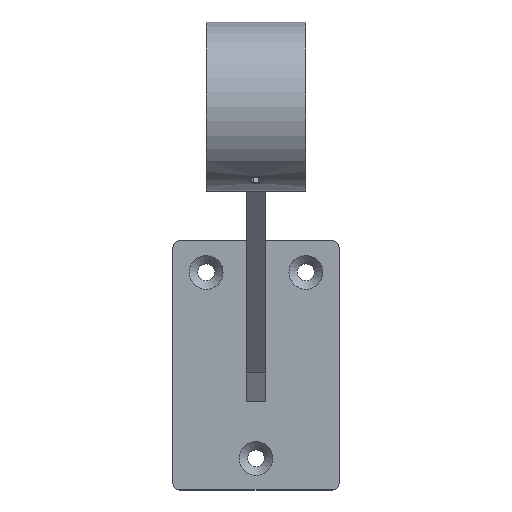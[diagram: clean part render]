
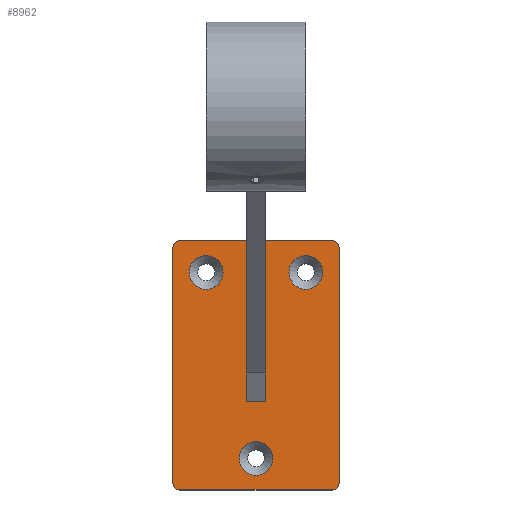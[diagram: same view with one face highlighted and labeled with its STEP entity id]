
A CAD part, top view. The second image highlights one B-rep face of the part: STEP entity #8962.
In plain terms, the highlighted planar face has unit normal (0, 0, 1).
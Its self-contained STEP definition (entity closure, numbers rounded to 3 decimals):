
#169 = VECTOR ( 'NONE', #6945, 1000. ) ;
#170 = VECTOR ( 'NONE', #673, 1000. ) ;
#673 = DIRECTION ( 'NONE',  ( 0., -1., 0. ) ) ;
#944 = VERTEX_POINT ( 'NONE', #5038 ) ;
#949 = AXIS2_PLACEMENT_3D ( 'NONE', #1888, #1795, #11028 ) ;
#1007 = CARTESIAN_POINT ( 'NONE',  ( 23., 35.5, 8. ) ) ;
#1115 = CARTESIAN_POINT ( 'NONE',  ( -23., -35.5, 8. ) ) ;
#1157 = DIRECTION ( 'NONE',  ( 0., 0., 1. ) ) ;
#1194 = EDGE_LOOP ( 'NONE', ( #5196 ) ) ;
#1216 = EDGE_LOOP ( 'NONE', ( #9152, #3372, #4034, #12821, #7150, #13023, #6757, #12934, #5566, #7648, #1704, #8627 ) ) ;
#1374 = EDGE_LOOP ( 'NONE', ( #6038 ) ) ;
#1525 = VERTEX_POINT ( 'NONE', #14377 ) ;
#1670 = CARTESIAN_POINT ( 'NONE',  ( 5.1, -28., 8. ) ) ;
#1704 = ORIENTED_EDGE ( 'NONE', *, *, #12294, .T. ) ;
#1795 = DIRECTION ( 'NONE',  ( 0., 0., 1. ) ) ;
#1858 = CARTESIAN_POINT ( 'NONE',  ( -25., -37.5, 8. ) ) ;
#1888 = CARTESIAN_POINT ( 'NONE',  ( 15., 28., 8. ) ) ;
#1964 = CIRCLE ( 'NONE', #9180, 2. ) ;
#2031 = CIRCLE ( 'NONE', #14310, 2. ) ;
#2061 = CIRCLE ( 'NONE', #5393, 2. ) ;
#2191 = CARTESIAN_POINT ( 'NONE',  ( 0., 0., 8. ) ) ;
#2218 = DIRECTION ( 'NONE',  ( 1., 0., 0. ) ) ;
#2224 = VECTOR ( 'NONE', #9117, 1000. ) ;
#2294 = VERTEX_POINT ( 'NONE', #13479 ) ;
#2427 = EDGE_CURVE ( 'NONE', #6153, #6153, #8975, .T. ) ;
#2480 = FACE_BOUND ( 'NONE', #11087, .T. ) ;
#2483 = EDGE_CURVE ( 'NONE', #14098, #1525, #9879, .T. ) ;
#2528 = CARTESIAN_POINT ( 'NONE',  ( 3., 0., 8. ) ) ;
#2546 = VERTEX_POINT ( 'NONE', #8990 ) ;
#3161 = CIRCLE ( 'NONE', #949, 5.1 ) ;
#3347 = DIRECTION ( 'NONE',  ( 0., 0., 1. ) ) ;
#3372 = ORIENTED_EDGE ( 'NONE', *, *, #13991, .T. ) ;
#3377 = CARTESIAN_POINT ( 'NONE',  ( 25., 37.5, 8. ) ) ;
#3718 = CARTESIAN_POINT ( 'NONE',  ( -25., 37.5, 8. ) ) ;
#3852 = VERTEX_POINT ( 'NONE', #12949 ) ;
#3857 = AXIS2_PLACEMENT_3D ( 'NONE', #5085, #10632, #11902 ) ;
#3903 = LINE ( 'NONE', #1858, #13766 ) ;
#4004 = DIRECTION ( 'NONE',  ( 1., 0., 0. ) ) ;
#4034 = ORIENTED_EDGE ( 'NONE', *, *, #11790, .T. ) ;
#4142 = AXIS2_PLACEMENT_3D ( 'NONE', #1007, #12529, #2218 ) ;
#4171 = CARTESIAN_POINT ( 'NONE',  ( -3., 37.5, 8. ) ) ;
#4859 = LINE ( 'NONE', #3718, #11120 ) ;
#4985 = FACE_BOUND ( 'NONE', #1194, .T. ) ;
#5001 = DIRECTION ( 'NONE',  ( 0., 0., 1. ) ) ;
#5038 = CARTESIAN_POINT ( 'NONE',  ( 20.1, 28., 8. ) ) ;
#5085 = CARTESIAN_POINT ( 'NONE',  ( 0., -28., 8. ) ) ;
#5196 = ORIENTED_EDGE ( 'NONE', *, *, #13659, .F. ) ;
#5229 = VERTEX_POINT ( 'NONE', #10388 ) ;
#5393 = AXIS2_PLACEMENT_3D ( 'NONE', #8119, #5839, #13965 ) ;
#5409 = VECTOR ( 'NONE', #11841, 1000. ) ;
#5566 = ORIENTED_EDGE ( 'NONE', *, *, #6973, .T. ) ;
#5819 = LINE ( 'NONE', #3377, #2224 ) ;
#5839 = DIRECTION ( 'NONE',  ( 0., 0., 1. ) ) ;
#6038 = ORIENTED_EDGE ( 'NONE', *, *, #10614, .F. ) ;
#6153 = VERTEX_POINT ( 'NONE', #9842 ) ;
#6264 = VERTEX_POINT ( 'NONE', #10945 ) ;
#6434 = AXIS2_PLACEMENT_3D ( 'NONE', #14255, #5001, #4004 ) ;
#6476 = EDGE_CURVE ( 'NONE', #13806, #2294, #1964, .T. ) ;
#6587 = DIRECTION ( 'NONE',  ( 1., 0., 0. ) ) ;
#6757 = ORIENTED_EDGE ( 'NONE', *, *, #14510, .T. ) ;
#6938 = VERTEX_POINT ( 'NONE', #14159 ) ;
#6945 = DIRECTION ( 'NONE',  ( 0., -1., 0. ) ) ;
#6973 = EDGE_CURVE ( 'NONE', #2546, #8464, #4859, .T. ) ;
#7073 = CIRCLE ( 'NONE', #4142, 2. ) ;
#7150 = ORIENTED_EDGE ( 'NONE', *, *, #9188, .T. ) ;
#7413 = VERTEX_POINT ( 'NONE', #1670 ) ;
#7605 = LINE ( 'NONE', #9552, #14565 ) ;
#7648 = ORIENTED_EDGE ( 'NONE', *, *, #11470, .T. ) ;
#8119 = CARTESIAN_POINT ( 'NONE',  ( -23., 35.5, 8. ) ) ;
#8459 = ORIENTED_EDGE ( 'NONE', *, *, #2427, .F. ) ;
#8464 = VERTEX_POINT ( 'NONE', #12672 ) ;
#8627 = ORIENTED_EDGE ( 'NONE', *, *, #2483, .F. ) ;
#8864 = CARTESIAN_POINT ( 'NONE',  ( -25., -35.5, 8. ) ) ;
#8959 = FACE_OUTER_BOUND ( 'NONE', #1216, .T. ) ;
#8962 = ADVANCED_FACE ( 'NONE', ( #2480, #9338, #4985, #8959 ), #13560, .T. ) ;
#8975 = CIRCLE ( 'NONE', #6434, 5.1 ) ;
#8990 = CARTESIAN_POINT ( 'NONE',  ( 23., 37.5, 8. ) ) ;
#9117 = DIRECTION ( 'NONE',  ( 0., 1., 0. ) ) ;
#9152 = ORIENTED_EDGE ( 'NONE', *, *, #14842, .T. ) ;
#9180 = AXIS2_PLACEMENT_3D ( 'NONE', #1115, #1157, #13847 ) ;
#9188 = EDGE_CURVE ( 'NONE', #2294, #6264, #3903, .T. ) ;
#9215 = CARTESIAN_POINT ( 'NONE',  ( 3., -11., 8. ) ) ;
#9338 = FACE_BOUND ( 'NONE', #1374, .T. ) ;
#9447 = CARTESIAN_POINT ( 'NONE',  ( -25., 35.5, 8. ) ) ;
#9552 = CARTESIAN_POINT ( 'NONE',  ( -25., 37.5, 8. ) ) ;
#9564 = AXIS2_PLACEMENT_3D ( 'NONE', #2191, #3347, #14748 ) ;
#9791 = CARTESIAN_POINT ( 'NONE',  ( 23., -35.5, 8. ) ) ;
#9839 = CARTESIAN_POINT ( 'NONE',  ( -3., 0., 8. ) ) ;
#9842 = CARTESIAN_POINT ( 'NONE',  ( -9.9, 28., 8. ) ) ;
#9879 = LINE ( 'NONE', #9839, #170 ) ;
#9906 = LINE ( 'NONE', #2528, #5409 ) ;
#10388 = CARTESIAN_POINT ( 'NONE',  ( 3., -11., 8. ) ) ;
#10614 = EDGE_CURVE ( 'NONE', #944, #944, #3161, .T. ) ;
#10632 = DIRECTION ( 'NONE',  ( 0., 0., 1. ) ) ;
#10945 = CARTESIAN_POINT ( 'NONE',  ( 23., -37.5, 8. ) ) ;
#11027 = CIRCLE ( 'NONE', #3857, 5.1 ) ;
#11028 = DIRECTION ( 'NONE',  ( 1., 0., 0. ) ) ;
#11087 = EDGE_LOOP ( 'NONE', ( #8459 ) ) ;
#11120 = VECTOR ( 'NONE', #11816, 1000. ) ;
#11470 = EDGE_CURVE ( 'NONE', #8464, #5229, #9906, .T. ) ;
#11492 = DIRECTION ( 'NONE',  ( -1., 0., 0. ) ) ;
#11790 = EDGE_CURVE ( 'NONE', #13562, #13806, #13621, .T. ) ;
#11816 = DIRECTION ( 'NONE',  ( -1., 0., 0. ) ) ;
#11841 = DIRECTION ( 'NONE',  ( 0., -1., 0. ) ) ;
#11902 = DIRECTION ( 'NONE',  ( 1., 0., 0. ) ) ;
#12057 = DIRECTION ( 'NONE',  ( -1., 0., 0. ) ) ;
#12294 = EDGE_CURVE ( 'NONE', #5229, #1525, #14607, .T. ) ;
#12307 = VERTEX_POINT ( 'NONE', #14821 ) ;
#12529 = DIRECTION ( 'NONE',  ( 0., 0., 1. ) ) ;
#12672 = CARTESIAN_POINT ( 'NONE',  ( 3., 37.5, 8. ) ) ;
#12821 = ORIENTED_EDGE ( 'NONE', *, *, #6476, .T. ) ;
#12934 = ORIENTED_EDGE ( 'NONE', *, *, #14535, .T. ) ;
#12949 = CARTESIAN_POINT ( 'NONE',  ( -23., 37.5, 8. ) ) ;
#13023 = ORIENTED_EDGE ( 'NONE', *, *, #14818, .T. ) ;
#13266 = DIRECTION ( 'NONE',  ( 1., 0., 0. ) ) ;
#13479 = CARTESIAN_POINT ( 'NONE',  ( -23., -37.5, 8. ) ) ;
#13547 = VECTOR ( 'NONE', #11492, 1000. ) ;
#13560 = PLANE ( 'NONE',  #9564 ) ;
#13562 = VERTEX_POINT ( 'NONE', #9447 ) ;
#13621 = LINE ( 'NONE', #14777, #169 ) ;
#13659 = EDGE_CURVE ( 'NONE', #7413, #7413, #11027, .T. ) ;
#13766 = VECTOR ( 'NONE', #6587, 1000. ) ;
#13806 = VERTEX_POINT ( 'NONE', #8864 ) ;
#13847 = DIRECTION ( 'NONE',  ( 1., 0., 0. ) ) ;
#13965 = DIRECTION ( 'NONE',  ( 1., 0., 0. ) ) ;
#13991 = EDGE_CURVE ( 'NONE', #3852, #13562, #2061, .T. ) ;
#14098 = VERTEX_POINT ( 'NONE', #4171 ) ;
#14159 = CARTESIAN_POINT ( 'NONE',  ( 25., 35.5, 8. ) ) ;
#14255 = CARTESIAN_POINT ( 'NONE',  ( -15., 28., 8. ) ) ;
#14310 = AXIS2_PLACEMENT_3D ( 'NONE', #9791, #14312, #13266 ) ;
#14312 = DIRECTION ( 'NONE',  ( 0., 0., 1. ) ) ;
#14377 = CARTESIAN_POINT ( 'NONE',  ( -3., -11., 8. ) ) ;
#14510 = EDGE_CURVE ( 'NONE', #12307, #6938, #5819, .T. ) ;
#14535 = EDGE_CURVE ( 'NONE', #6938, #2546, #7073, .T. ) ;
#14565 = VECTOR ( 'NONE', #12057, 1000. ) ;
#14607 = LINE ( 'NONE', #9215, #13547 ) ;
#14748 = DIRECTION ( 'NONE',  ( 1., 0., 0. ) ) ;
#14777 = CARTESIAN_POINT ( 'NONE',  ( -25., 37.5, 8. ) ) ;
#14818 = EDGE_CURVE ( 'NONE', #6264, #12307, #2031, .T. ) ;
#14821 = CARTESIAN_POINT ( 'NONE',  ( 25., -35.5, 8. ) ) ;
#14842 = EDGE_CURVE ( 'NONE', #14098, #3852, #7605, .T. ) ;
